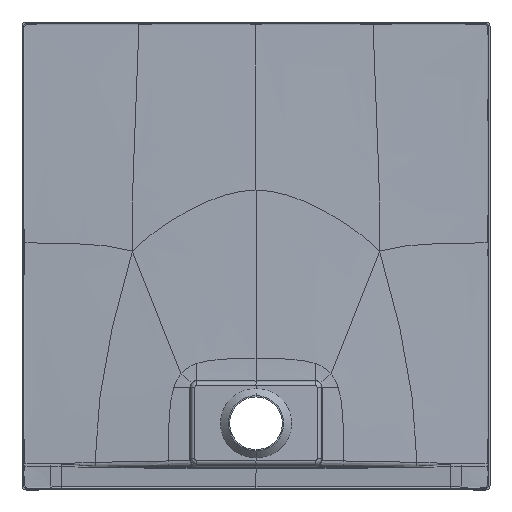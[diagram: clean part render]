
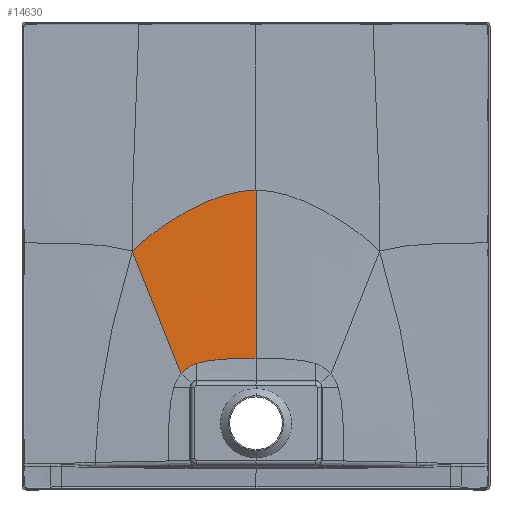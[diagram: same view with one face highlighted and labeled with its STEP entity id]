
A CAD part, front view. The second image highlights one B-rep face of the part: STEP entity #14630.
In plain terms, the highlighted free-form (B-spline) face has degree [3, 3] with [9, 8] control points.
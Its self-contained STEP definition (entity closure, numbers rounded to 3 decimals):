
#3793=DIRECTION('',(0.,0.022,1.));
#3794=VECTOR('',#3793,287.572);
#3795=CARTESIAN_POINT('',(0.,-15.899,
225.067));
#3796=LINE('',#3795,#3794);
#3797=CARTESIAN_POINT('',(-101.029,-15.899,
216.296));
#3798=CARTESIAN_POINT('',(-95.734,-15.899,
218.102));
#3799=CARTESIAN_POINT('',(-80.508,-15.899,
221.85));
#3800=CARTESIAN_POINT('',(-49.086,-15.899,
224.72));
#3801=CARTESIAN_POINT('',(-17.759,-15.899,
225.067));
#3802=CARTESIAN_POINT('',(0.,-15.899,
225.067));
#3804=CARTESIAN_POINT('',(-128.382,-15.897,
198.399));
#3805=CARTESIAN_POINT('',(-125.902,-15.897,
201.389));
#3806=CARTESIAN_POINT('',(-120.387,-15.898,
206.706));
#3807=CARTESIAN_POINT('',(-111.122,-15.898,
212.391));
#3808=CARTESIAN_POINT('',(-104.196,-15.899,
215.216));
#3809=CARTESIAN_POINT('',(-101.029,-15.899,
216.296));
#3811=CARTESIAN_POINT('',(0.,-9.449,
512.567));
#3812=CARTESIAN_POINT('',(-17.226,-9.449,
512.567));
#3813=CARTESIAN_POINT('',(-51.773,-9.356,
506.64));
#3814=CARTESIAN_POINT('',(-104.09,-9.056,
484.74));
#3815=CARTESIAN_POINT('',(-148.52,-8.76,
459.335));
#3816=CARTESIAN_POINT('',(-184.508,-8.46,
433.133));
#3817=CARTESIAN_POINT('',(-202.479,-8.268,
417.192));
#3818=CARTESIAN_POINT('',(-211.392,-8.159,
408.37));
#4005=CARTESIAN_POINT('',(-128.382,-15.897,
198.399));
#4006=CARTESIAN_POINT('',(-133.597,-15.359,
210.373));
#4007=CARTESIAN_POINT('',(-143.748,-14.262,
236.256));
#4008=CARTESIAN_POINT('',(-159.619,-12.449,
281.144));
#4009=CARTESIAN_POINT('',(-176.667,-10.709,
326.568));
#4010=CARTESIAN_POINT('',(-192.695,-9.422,
365.186));
#4011=CARTESIAN_POINT('',(-203.029,-8.694,
389.255));
#4012=CARTESIAN_POINT('',(-208.554,-8.335,
401.908));
#4013=CARTESIAN_POINT('',(-211.392,-8.159,
408.37));
#4578=VERTEX_POINT('',#4005);
#4579=VERTEX_POINT('',#4013);
#4592=VERTEX_POINT('',#3809);
#4720=CARTESIAN_POINT('',(0.,-15.899,
225.067));
#4721=CARTESIAN_POINT('',(0.,-9.449,
512.567));
#4722=VERTEX_POINT('',#4720);
#4723=VERTEX_POINT('',#4721);
#14546=CARTESIAN_POINT('',(1.349,-15.965,
222.121));
#14547=CARTESIAN_POINT('',(-16.967,-15.965,
222.127));
#14548=CARTESIAN_POINT('',(-48.743,-15.965,
221.904));
#14549=CARTESIAN_POINT('',(-84.797,-15.964,
218.991));
#14550=CARTESIAN_POINT('',(-106.548,-15.962,
212.945));
#14551=CARTESIAN_POINT('',(-120.091,-15.962,
204.874));
#14552=CARTESIAN_POINT('',(-125.653,-15.963,
199.512));
#14553=CARTESIAN_POINT('',(-128.205,-15.963,
196.368));
#14554=CARTESIAN_POINT('',(1.349,-15.406,
247.061));
#14555=CARTESIAN_POINT('',(-16.964,-15.406,
247.09));
#14556=CARTESIAN_POINT('',(-49.089,-15.408,
245.985));
#14557=CARTESIAN_POINT('',(-86.407,-15.417,
239.733));
#14558=CARTESIAN_POINT('',(-109.565,-15.422,
230.145));
#14559=CARTESIAN_POINT('',(-124.434,-15.417,
219.229));
#14560=CARTESIAN_POINT('',(-130.751,-15.409,
212.471));
#14561=CARTESIAN_POINT('',(-133.721,-15.403,
208.623));
#14562=CARTESIAN_POINT('',(1.341,-14.309,
295.958));
#14563=CARTESIAN_POINT('',(-16.848,-14.309,
296.032));
#14564=CARTESIAN_POINT('',(-49.47,-14.314,
293.203));
#14565=CARTESIAN_POINT('',(-89.138,-14.337,
280.631));
#14566=CARTESIAN_POINT('',(-115.048,-14.349,
264.677));
#14567=CARTESIAN_POINT('',(-132.564,-14.329,
248.881));
#14568=CARTESIAN_POINT('',(-140.407,-14.302,
239.776));
#14569=CARTESIAN_POINT('',(-144.224,-14.283,
234.736));
#14570=CARTESIAN_POINT('',(1.306,-12.674,
368.812));
#14571=CARTESIAN_POINT('',(-16.4,-12.674,
368.945));
#14572=CARTESIAN_POINT('',(-49.311,-12.671,
363.872));
#14573=CARTESIAN_POINT('',(-92.361,-12.666,
343.471));
#14574=CARTESIAN_POINT('',(-122.812,-12.64,
320.03));
#14575=CARTESIAN_POINT('',(-144.859,-12.559,
298.51));
#14576=CARTESIAN_POINT('',(-155.315,-12.487,
286.53));
#14577=CARTESIAN_POINT('',(-160.57,-12.441,
279.961));
#14578=CARTESIAN_POINT('',(1.279,-11.33,
428.707));
#14579=CARTESIAN_POINT('',(-16.046,-11.331,
428.868));
#14580=CARTESIAN_POINT('',(-49.231,-11.3,
422.723));
#14581=CARTESIAN_POINT('',(-95.508,-11.204,
398.878));
#14582=CARTESIAN_POINT('',(-130.748,-11.081,
372.068));
#14583=CARTESIAN_POINT('',(-157.785,-10.904,
347.171));
#14584=CARTESIAN_POINT('',(-171.101,-10.774,
333.02));
#14585=CARTESIAN_POINT('',(-177.897,-10.695,
325.152));
#14586=CARTESIAN_POINT('',(1.281,-10.39,
470.634));
#14587=CARTESIAN_POINT('',(-16.064,-10.391,
470.797));
#14588=CARTESIAN_POINT('',(-49.908,-10.331,
464.564));
#14589=CARTESIAN_POINT('',(-99.131,-10.136,
440.795));
#14590=CARTESIAN_POINT('',(-138.664,-9.925,
413.935));
#14591=CARTESIAN_POINT('',(-170.212,-9.675,
387.8));
#14592=CARTESIAN_POINT('',(-186.051,-9.506,
372.349));
#14593=CARTESIAN_POINT('',(-194.161,-9.404,
363.616));
#14594=CARTESIAN_POINT('',(1.292,-9.838,
495.233));
#14595=CARTESIAN_POINT('',(-16.191,-9.84,
495.392));
#14596=CARTESIAN_POINT('',(-50.624,-9.761,
489.3));
#14597=CARTESIAN_POINT('',(-101.831,-9.503,
466.298));
#14598=CARTESIAN_POINT('',(-144.156,-9.24,
440.088));
#14599=CARTESIAN_POINT('',(-178.592,-8.955,
413.568));
#14600=CARTESIAN_POINT('',(-196.006,-8.766,
397.446));
#14601=CARTESIAN_POINT('',(-204.917,-8.654,
388.244));
#14602=CARTESIAN_POINT('',(1.301,-9.555,
507.853));
#14603=CARTESIAN_POINT('',(-16.302,-9.557,
508.009));
#14604=CARTESIAN_POINT('',(-51.12,-9.468,
502.054));
#14605=CARTESIAN_POINT('',(-103.441,-9.177,
479.689));
#14606=CARTESIAN_POINT('',(-147.288,-8.89,
454.037));
#14607=CARTESIAN_POINT('',(-183.27,-8.59,
427.43));
#14608=CARTESIAN_POINT('',(-201.509,-8.393,
410.995));
#14609=CARTESIAN_POINT('',(-210.832,-8.276,
401.57));
#14610=CARTESIAN_POINT('',(1.306,-9.406,
514.483));
#14611=CARTESIAN_POINT('',(-16.374,-9.409,514.637));
#14612=CARTESIAN_POINT('',(-51.418,-9.314,
508.77));
#14613=CARTESIAN_POINT('',(-104.352,-9.006,
486.799));
#14614=CARTESIAN_POINT('',(-149.019,-8.707,
461.492));
#14615=CARTESIAN_POINT('',(-185.822,-8.4,
434.863));
#14616=CARTESIAN_POINT('',(-204.493,-8.199,
418.272));
#14617=CARTESIAN_POINT('',(-214.03,-8.081,
408.735));
#14618=B_SPLINE_SURFACE_WITH_KNOTS('',3,3,((#14546,#14547,#14548,#14549,#14550,
#14551,#14552,#14553),(#14554,#14555,#14556,#14557,#14558,#14559,#14560,#14561),
(#14562,#14563,#14564,#14565,#14566,#14567,#14568,#14569),(#14570,#14571,#14572,
#14573,#14574,#14575,#14576,#14577),(#14578,#14579,#14580,#14581,#14582,#14583,
#14584,#14585),(#14586,#14587,#14588,#14589,#14590,#14591,#14592,#14593),
(#14594,#14595,#14596,#14597,#14598,#14599,#14600,#14601),(#14602,#14603,#14604,
#14605,#14606,#14607,#14608,#14609),(#14610,#14611,#14612,#14613,#14614,#14615,
#14616,#14617)),.UNSPECIFIED.,.F.,.F.,.F.,(4,1,1,1,1,1,4),(4,1,1,1,1,4),(
-0.005,0.125,0.25,0.375,0.438,0.469,0.503),
(-0.003,0.125,0.25,0.375,0.438,0.504),
.UNSPECIFIED.);
#14620=ORIENTED_EDGE('',*,*,#14619,.F.);
#14622=ORIENTED_EDGE('',*,*,#14621,.F.);
#14624=ORIENTED_EDGE('',*,*,#14623,.F.);
#14626=ORIENTED_EDGE('',*,*,#14625,.T.);
#14627=ORIENTED_EDGE('',*,*,#14537,.F.);
#14628=EDGE_LOOP('',(#14620,#14622,#14624,#14626,#14627));
#14629=FACE_OUTER_BOUND('',#14628,.F.);
#14630=ADVANCED_FACE('',(#14629),#14618,.T.);
#3803=B_SPLINE_CURVE_WITH_KNOTS('',3,(#3797,#3798,#3799,#3800,#3801,#3802),
.UNSPECIFIED.,.F.,.F.,(4,1,1,4),(0.,0.238,0.619,1.),
.UNSPECIFIED.);
#3810=B_SPLINE_CURVE_WITH_KNOTS('',3,(#3804,#3805,#3806,#3807,#3808,#3809),
.UNSPECIFIED.,.F.,.F.,(4,1,1,4),(0.,0.364,0.728,1.),
.UNSPECIFIED.);
#3819=B_SPLINE_CURVE_WITH_KNOTS('',3,(#3811,#3812,#3813,#3814,#3815,#3816,#3817,
#3818),.UNSPECIFIED.,.F.,.F.,(4,1,1,1,1,4),(0.,0.25,0.5,0.75,0.875,
1.),.UNSPECIFIED.);
#4014=B_SPLINE_CURVE_WITH_KNOTS('',3,(#4005,#4006,#4007,#4008,#4009,#4010,#4011,
#4012,#4013),.UNSPECIFIED.,.F.,.F.,(4,1,1,1,1,1,4),(0.,0.25,0.5,0.75,
0.875,0.938,1.),.UNSPECIFIED.);
#14537=EDGE_CURVE('',#4723,#4579,#3819,.T.);
#14619=EDGE_CURVE('',#4722,#4723,#3796,.T.);
#14621=EDGE_CURVE('',#4592,#4722,#3803,.T.);
#14623=EDGE_CURVE('',#4578,#4592,#3810,.T.);
#14625=EDGE_CURVE('',#4578,#4579,#4014,.T.);
